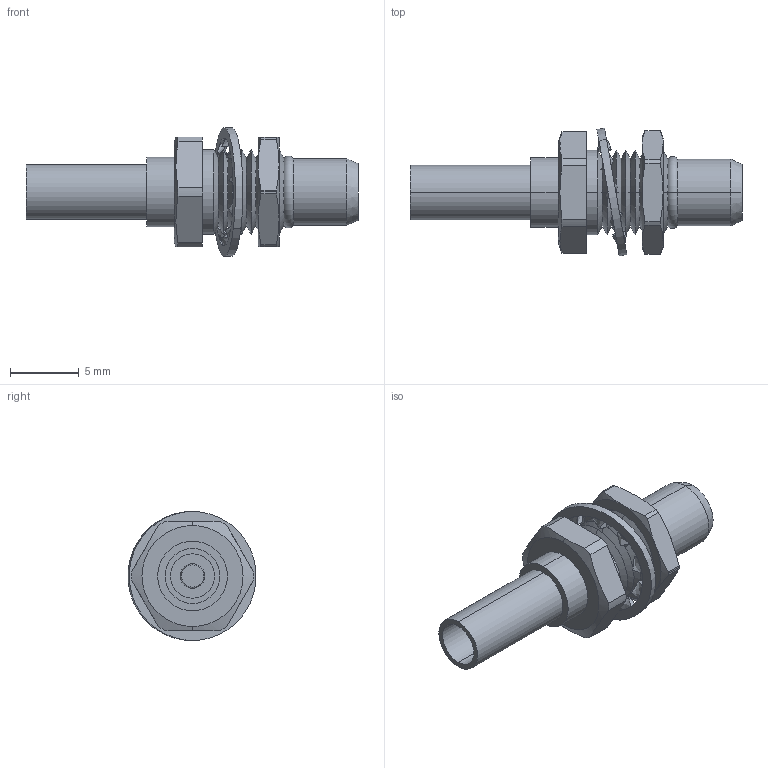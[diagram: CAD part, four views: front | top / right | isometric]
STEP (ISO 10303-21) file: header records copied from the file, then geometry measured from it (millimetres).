
FILE_DESCRIPTION (( 'STEP AP214' ), '1' );
FILE_NAME ('FMCN1201_3D.step', '2023-12-11T23:58:31', ( '' ), ( '' ), 'SwSTEP 2.0', 'SolidWorks 2022', '' );
FILE_SCHEMA (( 'AUTOMOTIVE_DESIGN' ));
Length unit declared in the file: inch
Products named in the file (4): Copy of .250 Nut^FMCN1201; Copy of FMCN1201-MA1^FMCN1201_Part; Copy of .250 Washer 2^FMCN1201; FMCN1201_3D
Assembly tree (3 placements, depth 2):
  FMCN1201_3D
    Copy of FMCN1201-MA1^FMCN1201_Part
    Copy of .250 Nut^FMCN1201
    Copy of .250 Washer 2^FMCN1201
Bounding box: 24.21 x 9.32 x 9.36 mm (x, y, z)
Volume: 445.3 mm3; surface area: 1031.2 mm2
Topology: 5 solids, 5 shells, 184 faces, 423 edges, 263 vertices
Faces by surface type: cone 58, bspline 43, cylinder 41, plane 38, torus 4
Entity records: 6511 total; most frequent: CARTESIAN_POINT 2366, ORIENTED_EDGE 846, DIRECTION 760, EDGE_CURVE 423, AXIS2_PLACEMENT_3D 286, VERTEX_POINT 263, EDGE_LOOP 204, LINE 188
